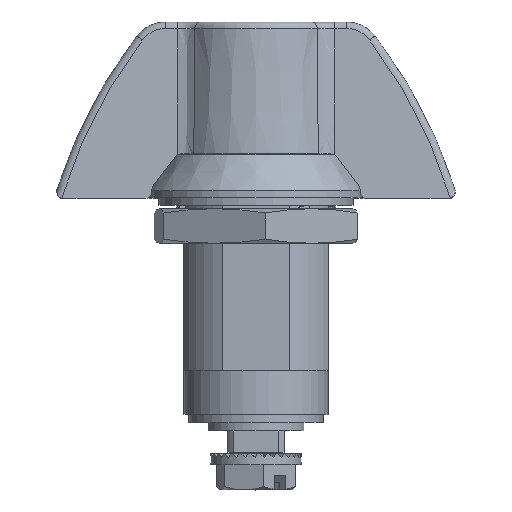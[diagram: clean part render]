
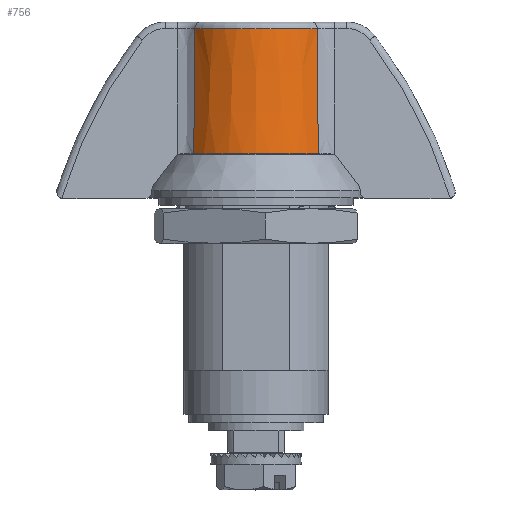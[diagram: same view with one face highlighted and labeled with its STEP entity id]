
A CAD part, top view. The second image highlights one B-rep face of the part: STEP entity #756.
In plain terms, the highlighted conical face has half-angle 3 degrees and reference radius 11.75 mm.
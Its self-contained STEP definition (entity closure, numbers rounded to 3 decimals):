
#756=ADVANCED_FACE('',(#1642),#1643,.T.);
#1642=FACE_OUTER_BOUND('',#4865,.T.);
#1643=CONICAL_SURFACE('',#4866,11.75,0.052);
#4865=EDGE_LOOP('',(#9583,#9584,#9585,#9586));
#4866=AXIS2_PLACEMENT_3D('',#9587,#9588,#9589);
#9583=ORIENTED_EDGE('',*,*,#10674,.T.);
#9584=ORIENTED_EDGE('',*,*,#10884,.T.);
#9585=ORIENTED_EDGE('',*,*,#10885,.T.);
#9586=ORIENTED_EDGE('',*,*,#10886,.T.);
#9587=CARTESIAN_POINT('',(0.,-6.1,0.));
#9588=DIRECTION('',(-0.0,-1.0,0.0));
#9589=DIRECTION('',(0.,0.0,1.0));
#10674=EDGE_CURVE('',#12318,#12316,#12319,.T.);
#10884=EDGE_CURVE('',#12316,#12653,#12654,.T.);
#10885=EDGE_CURVE('',#12653,#12655,#12656,.T.);
#10886=EDGE_CURVE('',#12655,#12318,#12657,.T.);
#12316=VERTEX_POINT('',#15415);
#12318=VERTEX_POINT('',#15432);
#12319=B_SPLINE_CURVE_WITH_KNOTS('',3,(#15433,#15434,#15435,#15436),.UNSPECIFIED.,.F.,.F.,(4,4),(0.0,0.017),.UNSPECIFIED.);
#12653=VERTEX_POINT('',#16570);
#12654=CIRCLE('',#16571,10.516);
#12655=VERTEX_POINT('',#16572);
#12656=B_SPLINE_CURVE_WITH_KNOTS('',3,(#16573,#16574,#16575,#16576),.UNSPECIFIED.,.F.,.F.,(4,4),(0.001,0.018),.UNSPECIFIED.);
#12657=CIRCLE('',#16577,11.425);
#15415=CARTESIAN_POINT('',(8.51,17.452,6.177));
#15432=CARTESIAN_POINT('',(8.627,0.1,7.491));
#15433=CARTESIAN_POINT('',(8.627,0.1,7.491));
#15434=CARTESIAN_POINT('',(8.609,5.884,7.049));
#15435=CARTESIAN_POINT('',(8.57,11.668,6.611));
#15436=CARTESIAN_POINT('',(8.51,17.452,6.177));
#16570=CARTESIAN_POINT('',(-8.51,17.452,6.177));
#16571=AXIS2_PLACEMENT_3D('',#18279,#18280,#18281);
#16572=CARTESIAN_POINT('',(-8.627,0.1,7.491));
#16573=CARTESIAN_POINT('',(-8.51,17.452,6.177));
#16574=CARTESIAN_POINT('',(-8.57,11.668,6.611));
#16575=CARTESIAN_POINT('',(-8.609,5.884,7.049));
#16576=CARTESIAN_POINT('',(-8.627,0.1,7.491));
#16577=AXIS2_PLACEMENT_3D('',#18282,#18283,#18284);
#18279=CARTESIAN_POINT('',(0.,17.452,0.));
#18280=DIRECTION('',(0.0,-1.0,0.0));
#18281=DIRECTION('',(0.,0.0,-1.0));
#18282=CARTESIAN_POINT('',(0.,0.1,0.));
#18283=DIRECTION('',(0.0,1.0,0.0));
#18284=DIRECTION('',(0.,0.0,-1.0));
